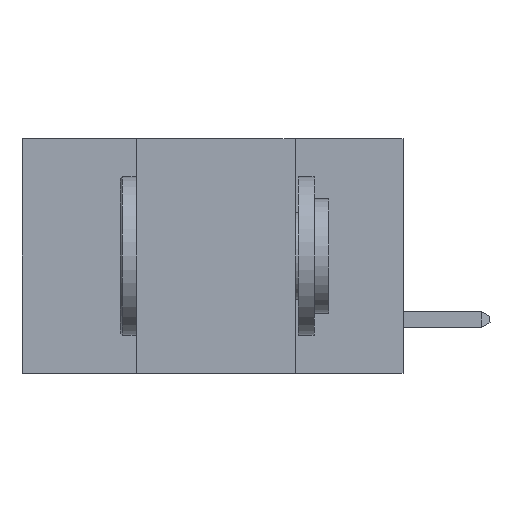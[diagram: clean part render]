
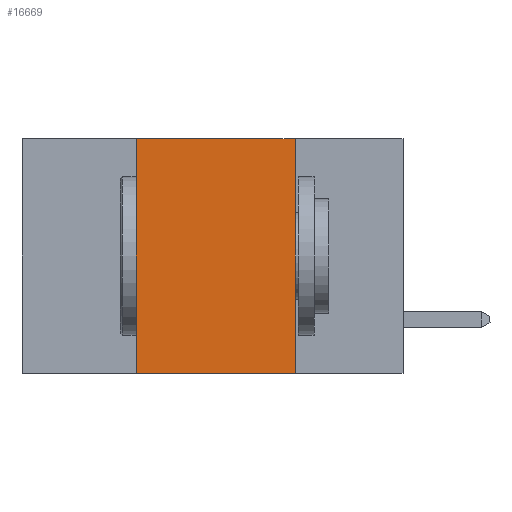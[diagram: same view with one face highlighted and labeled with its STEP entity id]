
A CAD part, left-side view. The second image highlights one B-rep face of the part: STEP entity #16669.
In plain terms, the highlighted planar face has unit normal (-1, 0, 0).
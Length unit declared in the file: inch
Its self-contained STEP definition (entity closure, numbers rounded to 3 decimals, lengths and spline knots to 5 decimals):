
#1172 = LINE ( 'NONE', #19465, #10549 ) ;
#1325 = VERTEX_POINT ( 'NONE', #9560 ) ;
#1727 = AXIS2_PLACEMENT_3D ( 'NONE', #8517, #21651, #11983 ) ;
#4244 = EDGE_LOOP ( 'NONE', ( #6357, #6546, #6855, #6873 ) ) ;
#4336 = FACE_OUTER_BOUND ( 'NONE', #4244, .T. ) ;
#5511 = CARTESIAN_POINT ( 'NONE',  ( 0., 0.17, 0. ) ) ;
#5776 = LINE ( 'NONE', #19447, #18174 ) ;
#6357 = ORIENTED_EDGE ( 'NONE', *, *, #10132, .F. ) ;
#6546 = ORIENTED_EDGE ( 'NONE', *, *, #16555, .F. ) ;
#6561 = LINE ( 'NONE', #19806, #15105 ) ;
#6855 = ORIENTED_EDGE ( 'NONE', *, *, #7974, .F. ) ;
#6873 = ORIENTED_EDGE ( 'NONE', *, *, #18319, .T. ) ;
#7974 = EDGE_CURVE ( 'NONE', #18372, #9334, #5776, .T. ) ;
#7989 = CARTESIAN_POINT ( 'NONE',  ( 0., 0.42, 0. ) ) ;
#8517 = CARTESIAN_POINT ( 'NONE',  ( 0., 0.6, 0. ) ) ;
#9334 = VERTEX_POINT ( 'NONE', #7989 ) ;
#9560 = CARTESIAN_POINT ( 'NONE',  ( 0., 0.17, -0.37 ) ) ;
#9797 = CARTESIAN_POINT ( 'NONE',  ( 0., 0.42, -0.37 ) ) ;
#10132 = EDGE_CURVE ( 'NONE', #20848, #1325, #11386, .T. ) ;
#10549 = VECTOR ( 'NONE', #21036, 39.37008 ) ;
#11386 = LINE ( 'NONE', #13704, #20069 ) ;
#11983 = DIRECTION ( 'NONE',  ( 0., 0., -1. ) ) ;
#13704 = CARTESIAN_POINT ( 'NONE',  ( 0., 0.17, 0. ) ) ;
#15105 = VECTOR ( 'NONE', #16572, 39.37008 ) ;
#16555 = EDGE_CURVE ( 'NONE', #9334, #20848, #6561, .T. ) ;
#16572 = DIRECTION ( 'NONE',  ( 0., -1., 0. ) ) ;
#16669 = ADVANCED_FACE ( 'NONE', ( #4336 ), #18490, .F. ) ;
#16979 = DIRECTION ( 'NONE',  ( 0., 0., -1. ) ) ;
#18174 = VECTOR ( 'NONE', #21025, 39.37008 ) ;
#18319 = EDGE_CURVE ( 'NONE', #18372, #1325, #1172, .T. ) ;
#18372 = VERTEX_POINT ( 'NONE', #9797 ) ;
#18490 = PLANE ( 'NONE',  #1727 ) ;
#19447 = CARTESIAN_POINT ( 'NONE',  ( 0., 0.42, 0. ) ) ;
#19465 = CARTESIAN_POINT ( 'NONE',  ( 0., 0.6, -0.37 ) ) ;
#19806 = CARTESIAN_POINT ( 'NONE',  ( 0., 0.6, 0. ) ) ;
#20069 = VECTOR ( 'NONE', #16979, 39.37008 ) ;
#20848 = VERTEX_POINT ( 'NONE', #5511 ) ;
#21025 = DIRECTION ( 'NONE',  ( 0., 0., 1. ) ) ;
#21036 = DIRECTION ( 'NONE',  ( 0., -1., 0. ) ) ;
#21651 = DIRECTION ( 'NONE',  ( 1., 0., 0. ) ) ;
